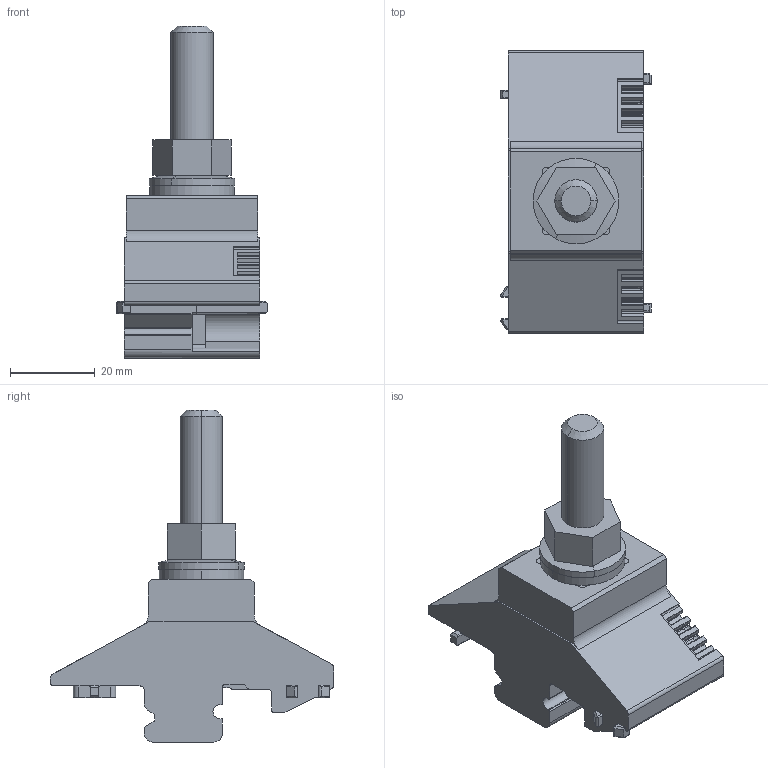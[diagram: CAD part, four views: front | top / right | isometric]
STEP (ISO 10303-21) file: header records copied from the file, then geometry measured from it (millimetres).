
FILE_DESCRIPTION(('CATIA V5R24 STEP','CAx-IF Rec.Pracs.--- Model Styling and Organization---1.2---2011-12-15'),'2;1');
FILE_NAME ('D1450976_0', '2017-03-28T06:24:16+00:00', ('Weidmueller Interface'), ('Weidmueller'), 'CATIA Version 5-6 Release 2014 SP4 HF52', 'CATIA V5 STEP AP214', 'none');
FILE_SCHEMA(('AUTOMOTIVE_DESIGN { 1 0 10303 214 1 1 1 1 }'));
Length unit declared in the file: millimetre
Products named in the file (1): v5-standard_part
Bounding box: 35.6 x 67 x 78.55 mm (x, y, z)
Volume: 45766.8 mm3; surface area: 16271.6 mm2
Topology: 5 solids, 11 shells, 459 faces, 1309 edges, 875 vertices
Faces by surface type: plane 308, cylinder 124, cone 23, extrusion 2, torus 2
Entity records: 14692 total; most frequent: CARTESIAN_POINT 3122, ORIENTED_EDGE 2618, DIRECTION 1999, EDGE_CURVE 1309, VECTOR 981, LINE 979, VERTEX_POINT 875, AXIS2_PLACEMENT_3D 628
